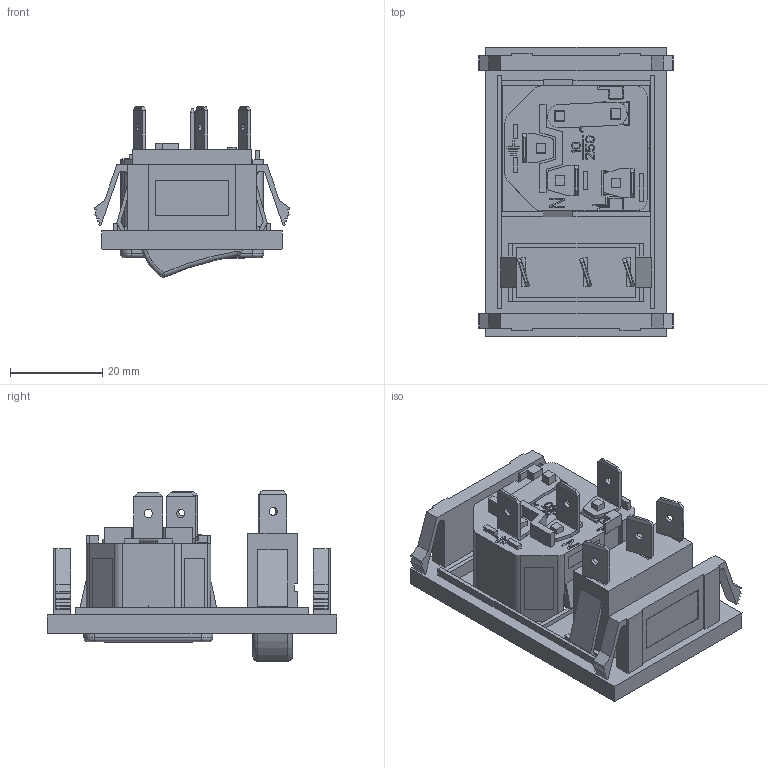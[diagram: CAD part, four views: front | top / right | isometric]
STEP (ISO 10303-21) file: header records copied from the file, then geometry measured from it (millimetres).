
FILE_DESCRIPTION (( 'STEP AP214' ), '1' );
FILE_NAME ('ACM-C4-NXQ6R1FH-LC_3D.step', '2023-10-17T07:20:46', ( '' ), ( '' ), 'SwSTEP 2.0', 'SolidWorks 2022', '' );
FILE_SCHEMA (( 'AUTOMOTIVE_DESIGN' ));
Length unit declared in the file: millimetre
Products named in the file (1): ACM-C4-NXQ6R1FH-LC_3D
Bounding box: 42.28 x 62.74 x 37.04 mm (x, y, z)
Volume: 22765.8 mm3; surface area: 22939.8 mm2
Topology: 5 solids, 5 shells, 1636 faces, 4629 edges, 3028 vertices
Faces by surface type: plane 1420, cylinder 182, torus 16, bspline 14, sphere 4
Entity records: 52681 total; most frequent: CARTESIAN_POINT 9795, ORIENTED_EDGE 9250, DIRECTION 8279, EDGE_CURVE 4625, LINE 4183, VECTOR 4183, VERTEX_POINT 3028, AXIS2_PLACEMENT_3D 2048
